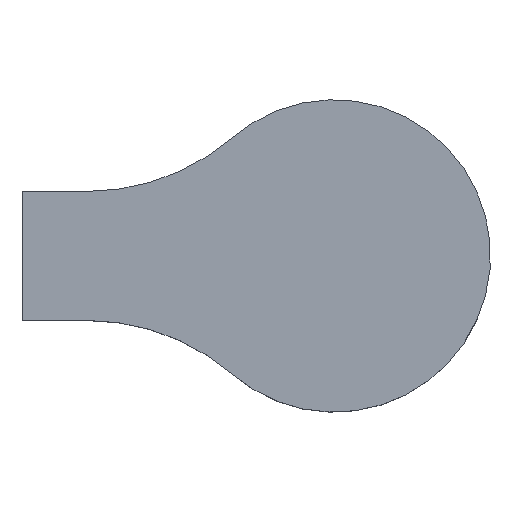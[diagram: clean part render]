
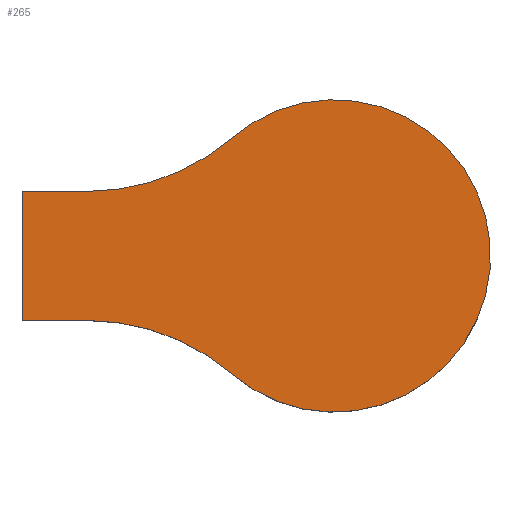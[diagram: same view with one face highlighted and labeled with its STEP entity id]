
A CAD part, top view. The second image highlights one B-rep face of the part: STEP entity #265.
In plain terms, the highlighted planar face has unit normal (0, 0, 1).
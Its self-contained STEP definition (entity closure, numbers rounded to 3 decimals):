
#25=PLANE('',#306);
#39=FACE_OUTER_BOUND('',#53,.T.);
#53=EDGE_LOOP('',(#229,#230,#231,#232,#233,#234));
#68=LINE('',#434,#92);
#74=LINE('',#449,#98);
#77=LINE('',#463,#101);
#92=VECTOR('',#352,10.);
#98=VECTOR('',#366,10.);
#101=VECTOR('',#383,10.);
#110=CIRCLE('',#297,20.);
#112=CIRCLE('',#301,20.);
#113=CIRCLE('',#303,14.);
#128=VERTEX_POINT('',#431);
#129=VERTEX_POINT('',#433);
#133=VERTEX_POINT('',#442);
#134=VERTEX_POINT('',#444);
#137=VERTEX_POINT('',#454);
#138=VERTEX_POINT('',#456);
#158=EDGE_CURVE('',#129,#128,#68,.T.);
#163=EDGE_CURVE('',#133,#134,#110,.T.);
#166=EDGE_CURVE('',#133,#129,#74,.T.);
#169=EDGE_CURVE('',#137,#138,#112,.T.);
#171=EDGE_CURVE('',#137,#134,#113,.T.);
#173=EDGE_CURVE('',#128,#138,#77,.T.);
#229=ORIENTED_EDGE('',*,*,#158,.T.);
#230=ORIENTED_EDGE('',*,*,#173,.T.);
#231=ORIENTED_EDGE('',*,*,#169,.F.);
#232=ORIENTED_EDGE('',*,*,#171,.T.);
#233=ORIENTED_EDGE('',*,*,#163,.F.);
#234=ORIENTED_EDGE('',*,*,#166,.T.);
#265=ADVANCED_FACE('',(#39),#25,.T.);
#297=AXIS2_PLACEMENT_3D('',#445,#360,#361);
#301=AXIS2_PLACEMENT_3D('',#457,#372,#373);
#303=AXIS2_PLACEMENT_3D('',#460,#377,#378);
#306=AXIS2_PLACEMENT_3D('',#465,#385,#386);
#352=DIRECTION('',(0.,-1.,0.));
#360=DIRECTION('center_axis',(0.,0.,1.));
#361=DIRECTION('ref_axis',(0.348,-0.938,0.));
#366=DIRECTION('',(-1.,0.,0.));
#372=DIRECTION('center_axis',(0.,0.,1.));
#373=DIRECTION('ref_axis',(0.348,0.938,0.));
#377=DIRECTION('center_axis',(0.,0.,1.));
#378=DIRECTION('ref_axis',(1.,0.,0.));
#383=DIRECTION('',(1.,0.,0.));
#385=DIRECTION('center_axis',(0.,0.,1.));
#386=DIRECTION('ref_axis',(1.,0.,0.));
#431=CARTESIAN_POINT('',(-28.,-5.785,6.35));
#433=CARTESIAN_POINT('',(-28.,5.785,6.35));
#434=CARTESIAN_POINT('',(-28.,5.785,6.35));
#442=CARTESIAN_POINT('',(-22.162,5.785,6.35));
#444=CARTESIAN_POINT('',(-9.126,10.617,6.35));
#445=CARTESIAN_POINT('Origin',(-22.162,25.785,6.35));
#449=CARTESIAN_POINT('',(0.,5.785,6.35));
#454=CARTESIAN_POINT('',(-9.126,-10.617,6.35));
#456=CARTESIAN_POINT('',(-22.162,-5.785,6.35));
#457=CARTESIAN_POINT('Origin',(-22.162,-25.785,6.35));
#460=CARTESIAN_POINT('Origin',(0.,0.,6.35));
#463=CARTESIAN_POINT('',(-28.,-5.785,6.35));
#465=CARTESIAN_POINT('Origin',(-7.,0.,6.35));
